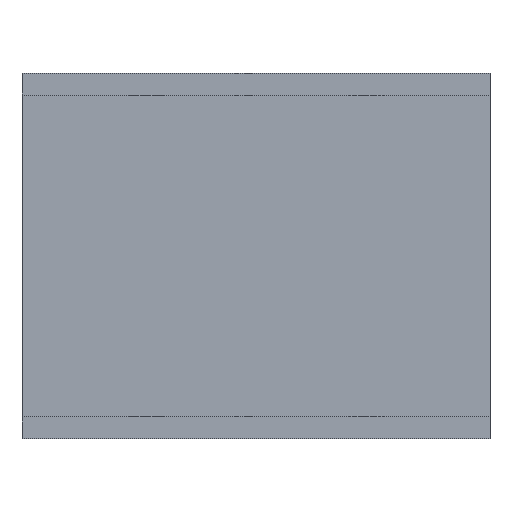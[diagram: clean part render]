
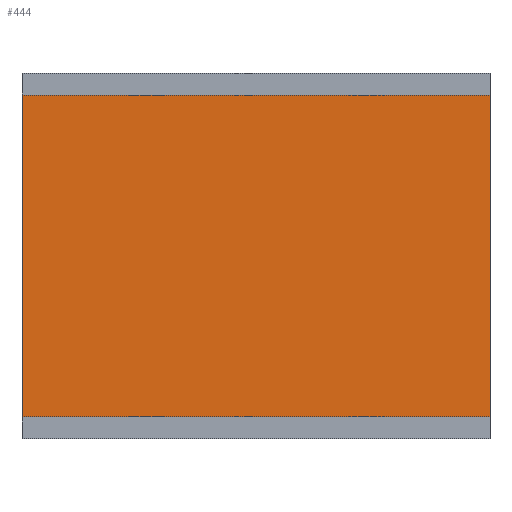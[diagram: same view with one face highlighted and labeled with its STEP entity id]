
A CAD part, top view. The second image highlights one B-rep face of the part: STEP entity #444.
In plain terms, the highlighted planar face has unit normal (0, 0, 1).
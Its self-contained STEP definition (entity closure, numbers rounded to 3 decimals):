
#32 = PLANE('',#33);
#33 = AXIS2_PLACEMENT_3D('',#34,#35,#36);
#34 = CARTESIAN_POINT('',(0.,0.,0.));
#35 = DIRECTION('',(1.,0.,0.));
#36 = DIRECTION('',(0.,0.,1.));
#169 = VERTEX_POINT('',#170);
#170 = CARTESIAN_POINT('',(0.,23.5,1.5));
#184 = PLANE('',#185);
#185 = AXIS2_PLACEMENT_3D('',#186,#187,#188);
#186 = CARTESIAN_POINT('',(0.,23.5,6.));
#187 = DIRECTION('',(0.,-1.,0.));
#188 = DIRECTION('',(1.,0.,0.));
#196 = EDGE_CURVE('',#197,#169,#199,.T.);
#197 = VERTEX_POINT('',#198);
#198 = CARTESIAN_POINT('',(0.,1.5,1.5));
#199 = SURFACE_CURVE('',#200,(#204,#211),.PCURVE_S1.);
#200 = LINE('',#201,#202);
#201 = CARTESIAN_POINT('',(0.,1.5,1.5));
#202 = VECTOR('',#203,1.);
#203 = DIRECTION('',(0.,1.,0.));
#204 = PCURVE('',#32,#205);
#205 = DEFINITIONAL_REPRESENTATION('',(#206),#210);
#206 = LINE('',#207,#208);
#207 = CARTESIAN_POINT('',(1.5,-1.5));
#208 = VECTOR('',#209,1.);
#209 = DIRECTION('',(0.,-1.));
#210 = ( GEOMETRIC_REPRESENTATION_CONTEXT(2) 
PARAMETRIC_REPRESENTATION_CONTEXT() REPRESENTATION_CONTEXT('2D SPACE',''
  ) );
#211 = PCURVE('',#212,#217);
#212 = PLANE('',#213);
#213 = AXIS2_PLACEMENT_3D('',#214,#215,#216);
#214 = CARTESIAN_POINT('',(0.,23.5,1.5));
#215 = DIRECTION('',(0.,0.,1.));
#216 = DIRECTION('',(1.,0.,0.));
#217 = DEFINITIONAL_REPRESENTATION('',(#218),#222);
#218 = LINE('',#219,#220);
#219 = CARTESIAN_POINT('',(0.,-22.));
#220 = VECTOR('',#221,1.);
#221 = DIRECTION('',(0.,1.));
#222 = ( GEOMETRIC_REPRESENTATION_CONTEXT(2) 
PARAMETRIC_REPRESENTATION_CONTEXT() REPRESENTATION_CONTEXT('2D SPACE',''
  ) );
#238 = PLANE('',#239);
#239 = AXIS2_PLACEMENT_3D('',#240,#241,#242);
#240 = CARTESIAN_POINT('',(32.,1.5,6.));
#241 = DIRECTION('',(0.,1.,0.));
#242 = DIRECTION('',(-1.,0.,0.));
#293 = PLANE('',#294);
#294 = AXIS2_PLACEMENT_3D('',#295,#296,#297);
#295 = CARTESIAN_POINT('',(32.,0.,0.));
#296 = DIRECTION('',(1.,0.,0.));
#297 = DIRECTION('',(0.,0.,1.));
#330 = VERTEX_POINT('',#331);
#331 = CARTESIAN_POINT('',(32.,1.5,1.5));
#352 = EDGE_CURVE('',#330,#197,#353,.T.);
#353 = SURFACE_CURVE('',#354,(#358,#365),.PCURVE_S1.);
#354 = LINE('',#355,#356);
#355 = CARTESIAN_POINT('',(32.,1.5,1.5));
#356 = VECTOR('',#357,1.);
#357 = DIRECTION('',(-1.,0.,0.));
#358 = PCURVE('',#238,#359);
#359 = DEFINITIONAL_REPRESENTATION('',(#360),#364);
#360 = LINE('',#361,#362);
#361 = CARTESIAN_POINT('',(0.,-4.5));
#362 = VECTOR('',#363,1.);
#363 = DIRECTION('',(1.,0.));
#364 = ( GEOMETRIC_REPRESENTATION_CONTEXT(2) 
PARAMETRIC_REPRESENTATION_CONTEXT() REPRESENTATION_CONTEXT('2D SPACE',''
  ) );
#365 = PCURVE('',#212,#366);
#366 = DEFINITIONAL_REPRESENTATION('',(#367),#371);
#367 = LINE('',#368,#369);
#368 = CARTESIAN_POINT('',(32.,-22.));
#369 = VECTOR('',#370,1.);
#370 = DIRECTION('',(-1.,0.));
#371 = ( GEOMETRIC_REPRESENTATION_CONTEXT(2) 
PARAMETRIC_REPRESENTATION_CONTEXT() REPRESENTATION_CONTEXT('2D SPACE',''
  ) );
#444 = ADVANCED_FACE('',(#445),#212,.T.);
#445 = FACE_BOUND('',#446,.T.);
#446 = EDGE_LOOP('',(#447,#470,#471,#472));
#447 = ORIENTED_EDGE('',*,*,#448,.F.);
#448 = EDGE_CURVE('',#169,#449,#451,.T.);
#449 = VERTEX_POINT('',#450);
#450 = CARTESIAN_POINT('',(32.,23.5,1.5));
#451 = SURFACE_CURVE('',#452,(#456,#463),.PCURVE_S1.);
#452 = LINE('',#453,#454);
#453 = CARTESIAN_POINT('',(0.,23.5,1.5));
#454 = VECTOR('',#455,1.);
#455 = DIRECTION('',(1.,0.,0.));
#456 = PCURVE('',#212,#457);
#457 = DEFINITIONAL_REPRESENTATION('',(#458),#462);
#458 = LINE('',#459,#460);
#459 = CARTESIAN_POINT('',(0.,0.));
#460 = VECTOR('',#461,1.);
#461 = DIRECTION('',(1.,0.));
#462 = ( GEOMETRIC_REPRESENTATION_CONTEXT(2) 
PARAMETRIC_REPRESENTATION_CONTEXT() REPRESENTATION_CONTEXT('2D SPACE',''
  ) );
#463 = PCURVE('',#184,#464);
#464 = DEFINITIONAL_REPRESENTATION('',(#465),#469);
#465 = LINE('',#466,#467);
#466 = CARTESIAN_POINT('',(0.,-4.5));
#467 = VECTOR('',#468,1.);
#468 = DIRECTION('',(1.,0.));
#469 = ( GEOMETRIC_REPRESENTATION_CONTEXT(2) 
PARAMETRIC_REPRESENTATION_CONTEXT() REPRESENTATION_CONTEXT('2D SPACE',''
  ) );
#470 = ORIENTED_EDGE('',*,*,#196,.F.);
#471 = ORIENTED_EDGE('',*,*,#352,.F.);
#472 = ORIENTED_EDGE('',*,*,#473,.F.);
#473 = EDGE_CURVE('',#449,#330,#474,.T.);
#474 = SURFACE_CURVE('',#475,(#479,#486),.PCURVE_S1.);
#475 = LINE('',#476,#477);
#476 = CARTESIAN_POINT('',(32.,23.5,1.5));
#477 = VECTOR('',#478,1.);
#478 = DIRECTION('',(0.,-1.,0.));
#479 = PCURVE('',#212,#480);
#480 = DEFINITIONAL_REPRESENTATION('',(#481),#485);
#481 = LINE('',#482,#483);
#482 = CARTESIAN_POINT('',(32.,0.));
#483 = VECTOR('',#484,1.);
#484 = DIRECTION('',(0.,-1.));
#485 = ( GEOMETRIC_REPRESENTATION_CONTEXT(2) 
PARAMETRIC_REPRESENTATION_CONTEXT() REPRESENTATION_CONTEXT('2D SPACE',''
  ) );
#486 = PCURVE('',#293,#487);
#487 = DEFINITIONAL_REPRESENTATION('',(#488),#492);
#488 = LINE('',#489,#490);
#489 = CARTESIAN_POINT('',(1.5,-23.5));
#490 = VECTOR('',#491,1.);
#491 = DIRECTION('',(0.,1.));
#492 = ( GEOMETRIC_REPRESENTATION_CONTEXT(2) 
PARAMETRIC_REPRESENTATION_CONTEXT() REPRESENTATION_CONTEXT('2D SPACE',''
  ) );
